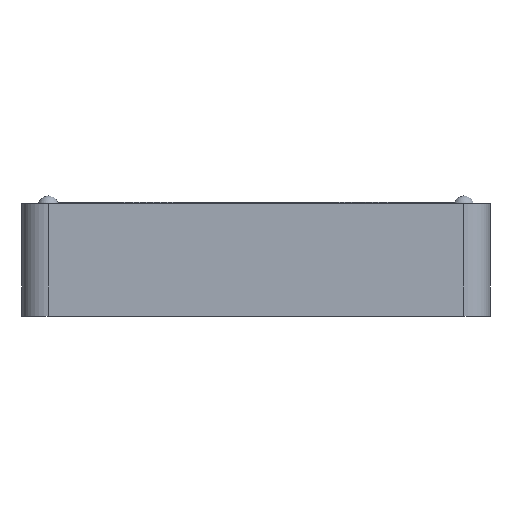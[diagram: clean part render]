
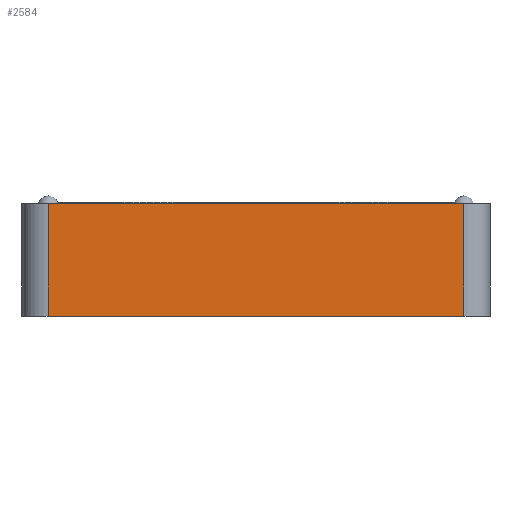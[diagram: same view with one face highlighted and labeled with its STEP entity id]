
A CAD part, front view. The second image highlights one B-rep face of the part: STEP entity #2584.
In plain terms, the highlighted planar face has unit normal (0, -1, 0).
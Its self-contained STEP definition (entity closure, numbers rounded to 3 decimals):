
#56=PLANE('',#2767);
#136=FACE_OUTER_BOUND('',#283,.T.);
#283=EDGE_LOOP('',(#1856,#1857,#1858,#1859));
#441=LINE('',#3899,#686);
#476=LINE('',#4000,#721);
#480=LINE('',#4017,#725);
#481=LINE('',#4019,#726);
#686=VECTOR('',#3067,10.);
#721=VECTOR('',#3156,10.);
#725=VECTOR('',#3178,10.);
#726=VECTOR('',#3181,10.);
#1090=VERTEX_POINT('',#3896);
#1091=VERTEX_POINT('',#3898);
#1129=VERTEX_POINT('',#3997);
#1130=VERTEX_POINT('',#3999);
#1356=EDGE_CURVE('',#1090,#1091,#441,.F.);
#1407=EDGE_CURVE('',#1129,#1130,#476,.T.);
#1416=EDGE_CURVE('',#1130,#1090,#480,.T.);
#1417=EDGE_CURVE('',#1091,#1129,#481,.T.);
#1856=ORIENTED_EDGE('',*,*,#1416,.F.);
#1857=ORIENTED_EDGE('',*,*,#1407,.F.);
#1858=ORIENTED_EDGE('',*,*,#1417,.F.);
#1859=ORIENTED_EDGE('',*,*,#1356,.F.);
#2584=ADVANCED_FACE('',(#136),#56,.F.);
#2767=AXIS2_PLACEMENT_3D('',#4018,#3179,#3180);
#3067=DIRECTION('',(-1.,0.,0.));
#3156=DIRECTION('',(-1.,0.,0.));
#3178=DIRECTION('',(0.,0.,1.));
#3179=DIRECTION('center_axis',(0.,1.,0.));
#3180=DIRECTION('ref_axis',(0.,0.,1.));
#3181=DIRECTION('',(0.,0.,-1.));
#3896=CARTESIAN_POINT('',(-19.8,-28.3,18.85));
#3898=CARTESIAN_POINT('',(19.8,-28.3,18.85));
#3899=CARTESIAN_POINT('',(0.,-28.3,18.85));
#3997=CARTESIAN_POINT('',(19.8,-28.3,8.15));
#3999=CARTESIAN_POINT('',(-19.8,-28.3,8.15));
#4000=CARTESIAN_POINT('',(0.,-28.3,8.15));
#4017=CARTESIAN_POINT('',(-19.8,-28.3,12.5));
#4018=CARTESIAN_POINT('Origin',(0.,-28.3,12.5));
#4019=CARTESIAN_POINT('',(19.8,-28.3,12.5));
